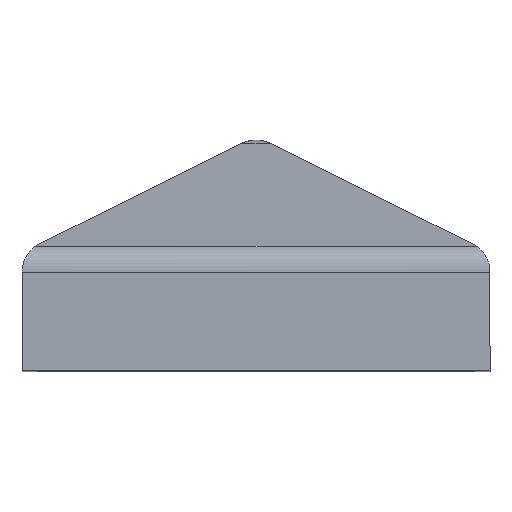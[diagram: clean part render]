
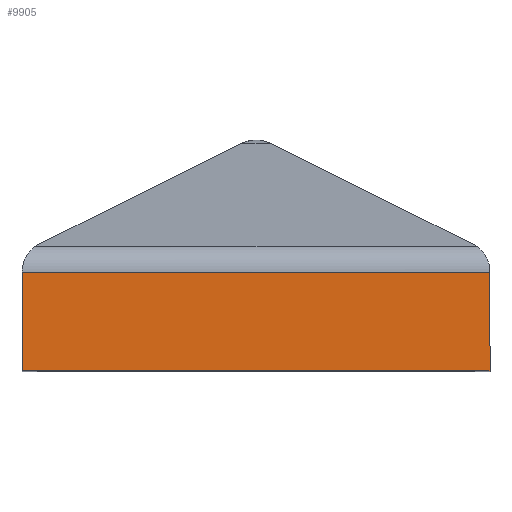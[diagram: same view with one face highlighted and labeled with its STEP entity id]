
A CAD part, top view. The second image highlights one B-rep face of the part: STEP entity #9905.
In plain terms, the highlighted planar face has unit normal (0, 0, 1).
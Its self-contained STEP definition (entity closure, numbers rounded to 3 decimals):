
#100 = VECTOR ( 'NONE', #11998, 1000. ) ;
#865 = ORIENTED_EDGE ( 'NONE', *, *, #8454, .T. ) ;
#875 = CARTESIAN_POINT ( 'NONE',  ( 21.75, 9.144, 31.75 ) ) ;
#1964 = LINE ( 'NONE', #3205, #16021 ) ;
#2036 = VERTEX_POINT ( 'NONE', #3758 ) ;
#2331 = PLANE ( 'NONE',  #10318 ) ;
#3205 = CARTESIAN_POINT ( 'NONE',  ( -21.75, 0., 31.75 ) ) ;
#3573 = DIRECTION ( 'NONE',  ( 1., 0., 0. ) ) ;
#3693 = DIRECTION ( 'NONE',  ( 1., 0., 0. ) ) ;
#3758 = CARTESIAN_POINT ( 'NONE',  ( 21.75, 0., 31.75 ) ) ;
#4955 = VERTEX_POINT ( 'NONE', #12725 ) ;
#5084 = DIRECTION ( 'NONE',  ( 0., 0., 1. ) ) ;
#5875 = FACE_OUTER_BOUND ( 'NONE', #15530, .T. ) ;
#6556 = EDGE_CURVE ( 'NONE', #4955, #2036, #11771, .T. ) ;
#6704 = VECTOR ( 'NONE', #3693, 1000. ) ;
#7295 = ORIENTED_EDGE ( 'NONE', *, *, #9962, .F. ) ;
#8454 = EDGE_CURVE ( 'NONE', #2036, #13870, #14246, .T. ) ;
#9277 = CARTESIAN_POINT ( 'NONE',  ( -21.75, 9.144, 31.75 ) ) ;
#9539 = ORIENTED_EDGE ( 'NONE', *, *, #6556, .T. ) ;
#9609 = EDGE_CURVE ( 'NONE', #11826, #4955, #1964, .T. ) ;
#9905 = ADVANCED_FACE ( 'NONE', ( #5875 ), #2331, .T. ) ;
#9962 = EDGE_CURVE ( 'NONE', #11826, #13870, #13619, .T. ) ;
#9972 = VECTOR ( 'NONE', #10507, 1000. ) ;
#10277 = ORIENTED_EDGE ( 'NONE', *, *, #9609, .T. ) ;
#10318 = AXIS2_PLACEMENT_3D ( 'NONE', #11434, #5084, #3573 ) ;
#10507 = DIRECTION ( 'NONE',  ( 0., 1., 0. ) ) ;
#11434 = CARTESIAN_POINT ( 'NONE',  ( -18.75, 9.144, 31.75 ) ) ;
#11491 = CARTESIAN_POINT ( 'NONE',  ( -21.75, 9.144, 31.75 ) ) ;
#11771 = LINE ( 'NONE', #15985, #100 ) ;
#11826 = VERTEX_POINT ( 'NONE', #9277 ) ;
#11998 = DIRECTION ( 'NONE',  ( 1., 0., 0. ) ) ;
#12311 = DIRECTION ( 'NONE',  ( 0., -1., 0. ) ) ;
#12725 = CARTESIAN_POINT ( 'NONE',  ( -21.75, 0., 31.75 ) ) ;
#13302 = CARTESIAN_POINT ( 'NONE',  ( 21.75, 9.144, 31.75 ) ) ;
#13619 = LINE ( 'NONE', #11491, #6704 ) ;
#13870 = VERTEX_POINT ( 'NONE', #875 ) ;
#14246 = LINE ( 'NONE', #13302, #9972 ) ;
#15530 = EDGE_LOOP ( 'NONE', ( #7295, #10277, #9539, #865 ) ) ;
#15985 = CARTESIAN_POINT ( 'NONE',  ( -21.75, 0., 31.75 ) ) ;
#16021 = VECTOR ( 'NONE', #12311, 1000. ) ;
